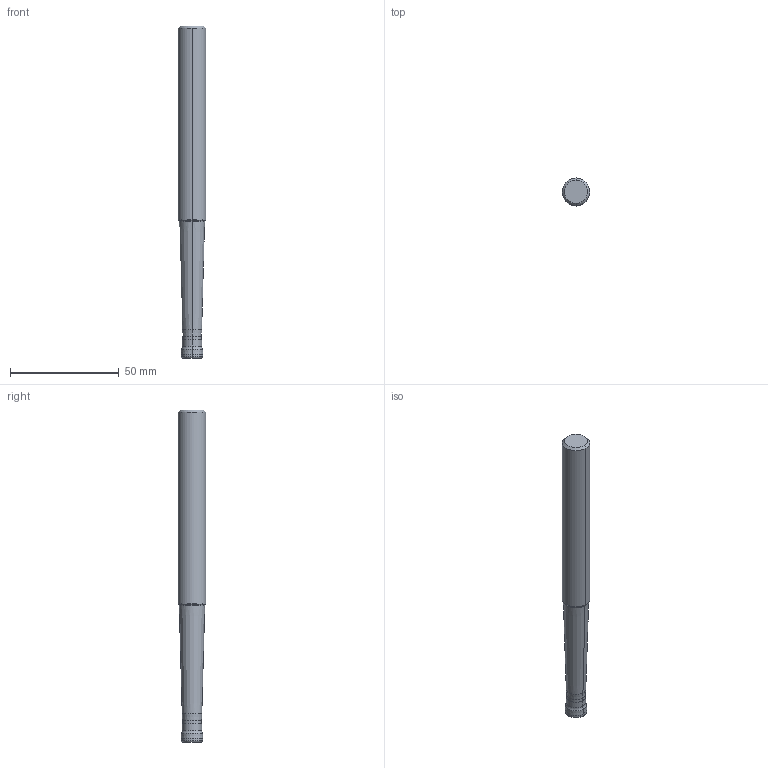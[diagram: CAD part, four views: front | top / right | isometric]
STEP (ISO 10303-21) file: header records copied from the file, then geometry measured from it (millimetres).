
FILE_DESCRIPTION(/* description */ (''),/* implementation_level */ '2;1');
FILE_NAME(/* name */ 'SRFU06S08L_IR0_0197.stp',/* time_stamp */ '2021-02-02T08:25:33+09:00',/* author */ (''),/* organization */ (''),/* preprocessor_version */ 'ST-DEVELOPER v16',/* originating_system */ 'SIEMENS PLM Software NX 10.0',/* authorisation */ '');
FILE_SCHEMA (('AUTOMOTIVE_DESIGN { 1 0 10303 214 3 1 1 1 }'));
Length unit declared in the file: millimetre
Products named in the file (1): SRFU06S08L_IR0_0197_ASM
Bounding box: 12.7 x 12.7 x 152.4 mm (x, y, z)
Volume: 16403.9 mm3; surface area: 5913.4 mm2
Topology: 2 solids, 2 shells, 31 faces, 69 edges, 54 vertices
Faces by surface type: cone 12, cylinder 8, torus 6, plane 5
Entity records: 993 total; most frequent: DIRECTION 191, CARTESIAN_POINT 145, ORIENTED_EDGE 116, AXIS2_PLACEMENT_3D 82, EDGE_CURVE 58, CIRCLE 40, EDGE_LOOP 33, VERTEX_POINT 33
